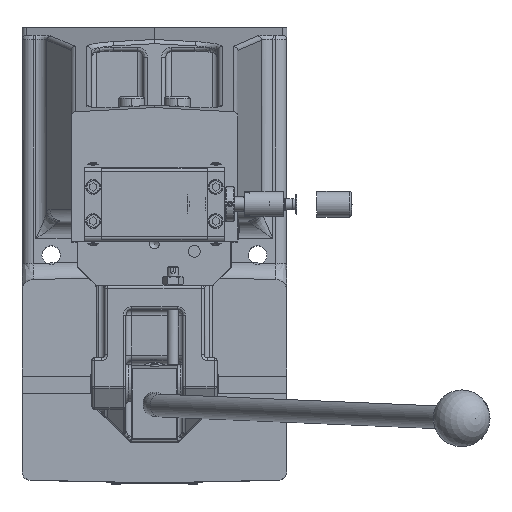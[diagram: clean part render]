
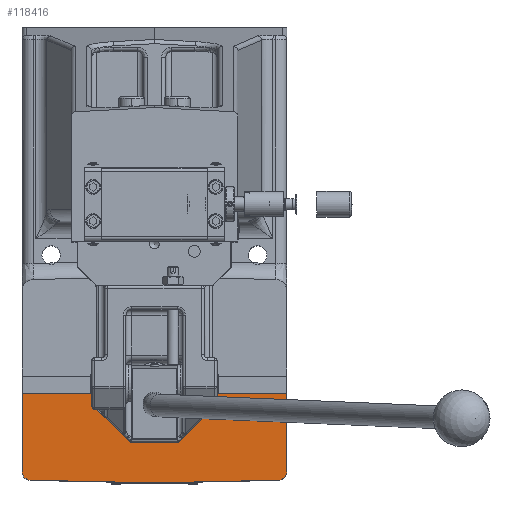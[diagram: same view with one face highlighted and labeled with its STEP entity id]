
A CAD part, top view. The second image highlights one B-rep face of the part: STEP entity #118416.
In plain terms, the highlighted planar face has unit normal (0, 0, 1).
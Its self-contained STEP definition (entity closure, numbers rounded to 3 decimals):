
#7631=FACE_OUTER_BOUND('',#13993,.T.);
#13993=EDGE_LOOP('',(#78528,#78529,#78530,#78531,#78532,#78533,#78534));
#20331=CIRCLE('',#124854,6.);
#20333=CIRCLE('',#124861,6.);
#23735=LINE('',#163488,#35416);
#23740=LINE('',#163507,#35421);
#23773=LINE('',#163626,#35454);
#24150=LINE('',#168333,#35831);
#24151=LINE('',#168334,#35832);
#35416=VECTOR('',#133690,10.);
#35421=VECTOR('',#133709,10.);
#35454=VECTOR('',#133784,10.);
#35831=VECTOR('',#135625,10.);
#35832=VECTOR('',#135626,10.);
#47755=VERTEX_POINT('',#163485);
#47756=VERTEX_POINT('',#163487);
#47761=VERTEX_POINT('',#163499);
#47763=VERTEX_POINT('',#163505);
#47768=VERTEX_POINT('',#163517);
#47808=VERTEX_POINT('',#163624);
#48302=VERTEX_POINT('',#168332);
#59239=EDGE_CURVE('',#47755,#47756,#23735,.T.);
#59245=EDGE_CURVE('',#47756,#47761,#20331,.T.);
#59249=EDGE_CURVE('',#47763,#47755,#23740,.T.);
#59255=EDGE_CURVE('',#47768,#47763,#20333,.T.);
#59296=EDGE_CURVE('',#47808,#47768,#23773,.T.);
#60166=EDGE_CURVE('',#47808,#48302,#24150,.T.);
#60167=EDGE_CURVE('',#47761,#48302,#24151,.T.);
#78528=ORIENTED_EDGE('',*,*,#60166,.T.);
#78529=ORIENTED_EDGE('',*,*,#60167,.F.);
#78530=ORIENTED_EDGE('',*,*,#59245,.F.);
#78531=ORIENTED_EDGE('',*,*,#59239,.F.);
#78532=ORIENTED_EDGE('',*,*,#59249,.F.);
#78533=ORIENTED_EDGE('',*,*,#59255,.F.);
#78534=ORIENTED_EDGE('',*,*,#59296,.F.);
#108045=PLANE('',#125608);
#118416=ADVANCED_FACE('',(#7631),#108045,.F.);
#124854=AXIS2_PLACEMENT_3D('',#163500,#133702,#133703);
#124861=AXIS2_PLACEMENT_3D('',#163519,#133721,#133722);
#125608=AXIS2_PLACEMENT_3D('',#168331,#135623,#135624);
#133690=DIRECTION('',(-1.,0.022,0.));
#133702=DIRECTION('center_axis',(0.,0.,
-1.));
#133703=DIRECTION('ref_axis',(-0.715,-0.699,0.));
#133709=DIRECTION('',(-1.,-0.022,0.));
#133721=DIRECTION('center_axis',(0.,0.,
-1.));
#133722=DIRECTION('ref_axis',(0.715,-0.699,0.));
#133784=DIRECTION('',(0.,-1.,0.));
#135623=DIRECTION('center_axis',(0.,0.,
-1.));
#135624=DIRECTION('ref_axis',(-1.,0.,0.));
#135625=DIRECTION('',(-1.,0.,0.));
#135626=DIRECTION('',(0.,1.,0.));
#163485=CARTESIAN_POINT('',(0.,-172.,19.));
#163487=CARTESIAN_POINT('',(-87.129,-170.126,19.));
#163488=CARTESIAN_POINT('',(46.479,-173.,19.));
#163499=CARTESIAN_POINT('',(-93.,-164.128,19.));
#163500=CARTESIAN_POINT('Origin',(-87.,-164.128,19.));
#163505=CARTESIAN_POINT('',(87.129,-170.126,19.));
#163507=CARTESIAN_POINT('',(92.979,-170.,19.));
#163517=CARTESIAN_POINT('',(93.,-164.128,19.));
#163519=CARTESIAN_POINT('Origin',(87.,-164.128,19.));
#163624=CARTESIAN_POINT('',(93.,-109.,19.));
#163626=CARTESIAN_POINT('',(93.,-10.,19.));
#168331=CARTESIAN_POINT('Origin',(93.,-172.,19.));
#168332=CARTESIAN_POINT('',(-93.,-109.,19.));
#168333=CARTESIAN_POINT('',(46.5,-109.,19.));
#168334=CARTESIAN_POINT('',(-93.,-172.,19.));
